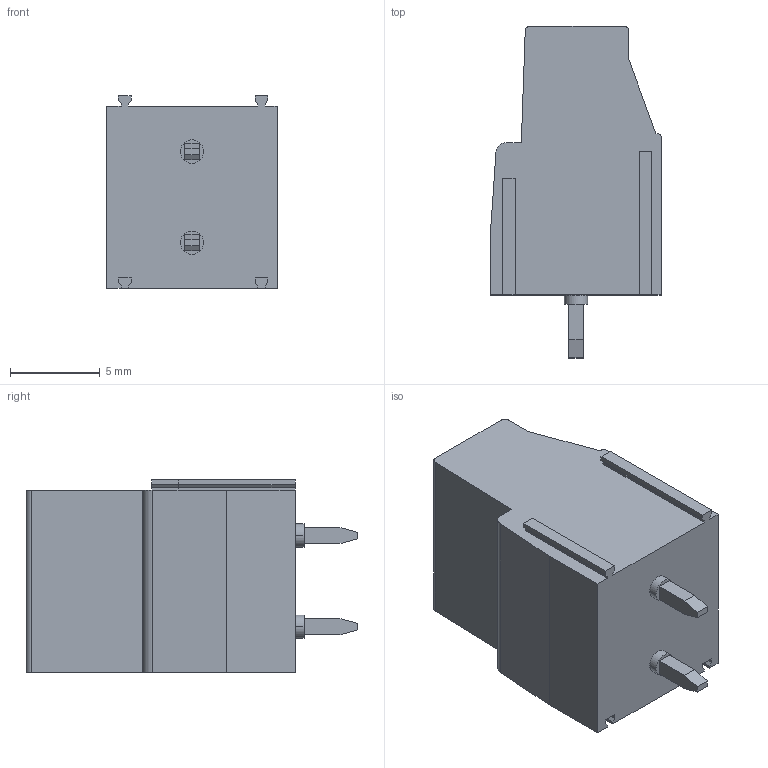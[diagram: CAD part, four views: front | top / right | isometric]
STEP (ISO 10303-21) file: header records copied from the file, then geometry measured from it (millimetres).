
FILE_DESCRIPTION(('SolidDesigner STEP Export'),'2;1');
FILE_NAME('mkdsn_2.5-2-5.08.stp','2014-11-07T 8:16:42',(''),(''),'Creo Elements/Direct Modeling STEP processor for AP214 (Solid Model)','Creo Elements/Direct Modeling 18.1B 29-Sep-2012 (C) Parametric Technology GmbH','');
FILE_SCHEMA(('AUTOMOTIVE_DESIGN { 1 0 10303 214 1 1 1 1 }'));
Length unit declared in the file: millimetre
Products named in the file (2): mkdsn_2.5-2-5.08
Assembly tree (1 placements, depth 2):
  mkdsn_2.5-2-5.08
    mkdsn_2.5-2-5.08
Bounding box: 9.5 x 18.5 x 10.73 mm (x, y, z)
Volume: 1158.6 mm3; surface area: 946.8 mm2
Topology: 1 solids, 1 shells, 272 faces, 724 edges, 468 vertices
Faces by surface type: plane 219, cylinder 31, cone 12, torus 8, sphere 2
Entity records: 10622 total; most frequent: CARTESIAN_POINT 1823, ORIENTED_EDGE 1448, DIRECTION 1250, EDGE_CURVE 724, VECTOR 564, LINE 564, VERTEX_POINT 468, AXIS2_PLACEMENT_3D 343
